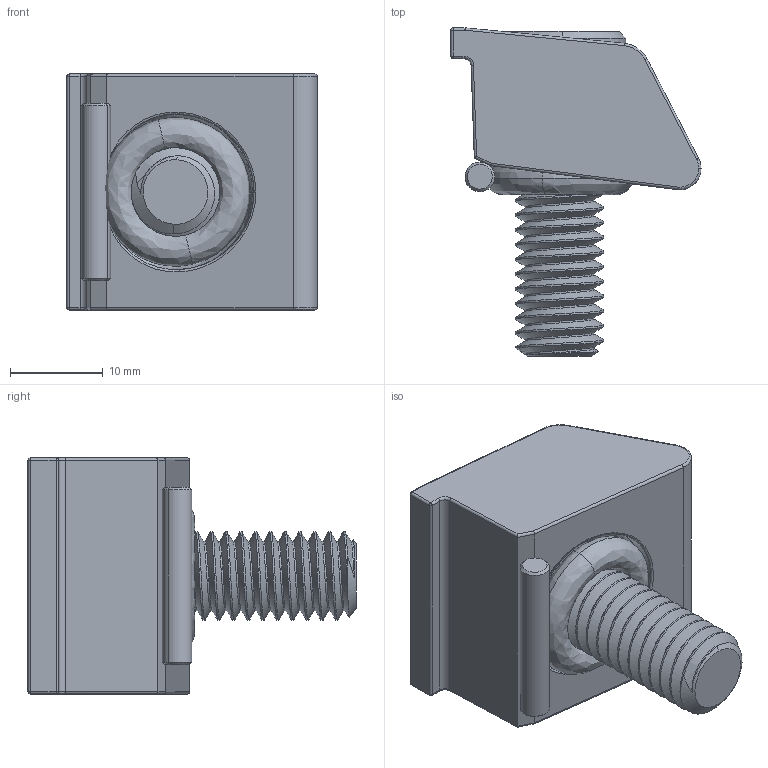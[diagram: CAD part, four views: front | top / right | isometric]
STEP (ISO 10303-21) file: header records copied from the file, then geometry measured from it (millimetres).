
FILE_DESCRIPTION (( 'STEP AP203' ), '1' );
FILE_NAME ('05-0424.STEP', '2023-06-05T16:40:14', ( '' ), ( '' ), 'SwSTEP 2.0', 'SolidWorks 2022', '' );
FILE_SCHEMA (( 'CONFIG_CONTROL_DESIGN' ));
Length unit declared in the file: inch
Products named in the file (5): 26177_26177; 38161 SHCS_38161 SHCS; 05-0424; 260771_260771; 204 O-RING_204 O-RING
Assembly tree (4 placements, depth 2):
  05-0424
    204 O-RING_204 O-RING
    38161 SHCS_38161 SHCS
    260771_260771
    26177_26177
Bounding box: 26.92 x 35.31 x 25.4 mm (x, y, z)
Volume: 8343.8 mm3; surface area: 5682.2 mm2
Topology: 4 solids, 4 shells, 188 faces, 469 edges, 284 vertices
Faces by surface type: cylinder 100, bspline 42, plane 27, cone 19
Entity records: 9977 total; most frequent: CARTESIAN_POINT 5655, ORIENTED_EDGE 930, DIRECTION 669, EDGE_CURVE 465, VERTEX_POINT 284, AXIS2_PLACEMENT_3D 257, EDGE_LOOP 191, ADVANCED_FACE 188
